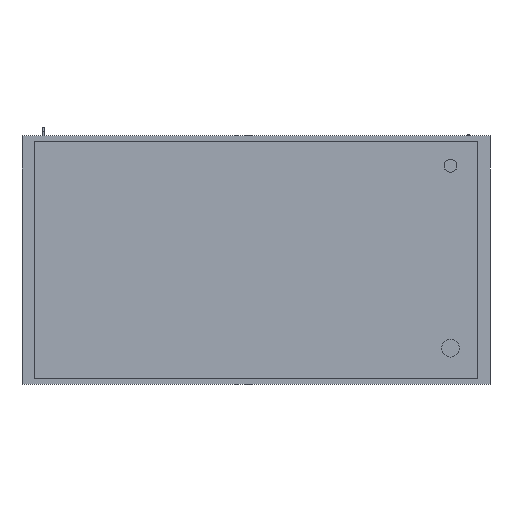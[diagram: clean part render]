
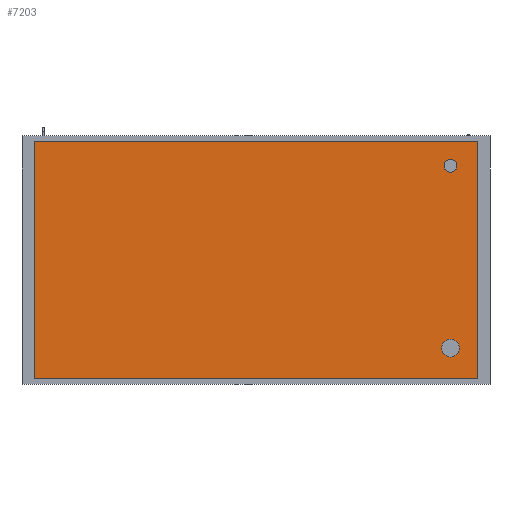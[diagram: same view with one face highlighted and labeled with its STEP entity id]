
A CAD part, front view. The second image highlights one B-rep face of the part: STEP entity #7203.
In plain terms, the highlighted planar face has unit normal (0, -1, 0).
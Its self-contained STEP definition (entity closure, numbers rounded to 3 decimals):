
#112=FACE_BOUND('',#951,.T.);
#113=FACE_BOUND('',#952,.T.);
#133=PLANE('',#7720);
#505=FACE_OUTER_BOUND('',#950,.T.);
#950=EDGE_LOOP('',(#5097,#5098,#5099,#5100));
#951=EDGE_LOOP('',(#5101));
#952=EDGE_LOOP('',(#5102));
#1403=LINE('',#10421,#2289);
#1407=LINE('',#10429,#2293);
#1410=LINE('',#10435,#2296);
#1413=LINE('',#10440,#2299);
#2289=VECTOR('',#8342,10.);
#2293=VECTOR('',#8348,10.);
#2296=VECTOR('',#8353,10.);
#2299=VECTOR('',#8358,10.);
#3162=CIRCLE('',#7704,20.);
#3164=CIRCLE('',#7708,27.5);
#3314=VERTEX_POINT('',#10382);
#3316=VERTEX_POINT('',#10389);
#3325=VERTEX_POINT('',#10419);
#3326=VERTEX_POINT('',#10420);
#3329=VERTEX_POINT('',#10428);
#3331=VERTEX_POINT('',#10434);
#4007=EDGE_CURVE('',#3314,#3314,#3162,.T.);
#4010=EDGE_CURVE('',#3316,#3316,#3164,.T.);
#4023=EDGE_CURVE('',#3325,#3326,#1403,.T.);
#4027=EDGE_CURVE('',#3329,#3325,#1407,.T.);
#4030=EDGE_CURVE('',#3331,#3329,#1410,.T.);
#4033=EDGE_CURVE('',#3326,#3331,#1413,.T.);
#5097=ORIENTED_EDGE('',*,*,#4033,.F.);
#5098=ORIENTED_EDGE('',*,*,#4023,.F.);
#5099=ORIENTED_EDGE('',*,*,#4027,.F.);
#5100=ORIENTED_EDGE('',*,*,#4030,.F.);
#5101=ORIENTED_EDGE('',*,*,#4007,.T.);
#5102=ORIENTED_EDGE('',*,*,#4010,.T.);
#7203=ADVANCED_FACE('',(#505,#112,#113),#133,.F.);
#7704=AXIS2_PLACEMENT_3D('',#10384,#8305,#8306);
#7708=AXIS2_PLACEMENT_3D('',#10391,#8314,#8315);
#7720=AXIS2_PLACEMENT_3D('',#10443,#8362,#8363);
#8305=DIRECTION('center_axis',(0.,1.,0.));
#8306=DIRECTION('ref_axis',(1.,0.,0.));
#8314=DIRECTION('center_axis',(0.,1.,0.));
#8315=DIRECTION('ref_axis',(1.,0.,0.));
#8342=DIRECTION('',(0.,0.,1.));
#8348=DIRECTION('',(-1.,0.,0.));
#8353=DIRECTION('',(0.,0.,-1.));
#8358=DIRECTION('',(1.,0.,0.));
#8362=DIRECTION('center_axis',(0.,1.,0.));
#8363=DIRECTION('ref_axis',(0.,0.,1.));
#10382=CARTESIAN_POINT('',(582.5,0.,292.5));
#10384=CARTESIAN_POINT('Origin',(602.5,0.,292.5));
#10389=CARTESIAN_POINT('',(575.,0.,-272.5));
#10391=CARTESIAN_POINT('Origin',(602.5,0.,-272.5));
#10419=CARTESIAN_POINT('',(-687.5,0.,-367.5));
#10420=CARTESIAN_POINT('',(-687.5,0.,367.5));
#10421=CARTESIAN_POINT('',(-687.5,0.,-367.5));
#10428=CARTESIAN_POINT('',(687.5,0.,-367.5));
#10429=CARTESIAN_POINT('',(687.5,0.,-367.5));
#10434=CARTESIAN_POINT('',(687.5,0.,367.5));
#10435=CARTESIAN_POINT('',(687.5,0.,367.5));
#10440=CARTESIAN_POINT('',(-687.5,0.,367.5));
#10443=CARTESIAN_POINT('Origin',(0.,0.,0.));
